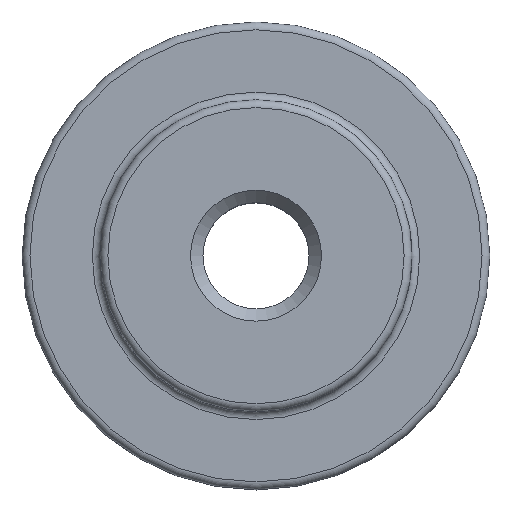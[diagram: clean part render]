
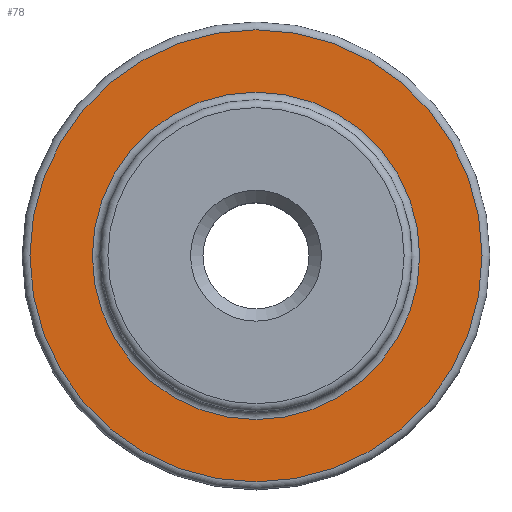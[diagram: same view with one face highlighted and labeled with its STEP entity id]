
A CAD part, top view. The second image highlights one B-rep face of the part: STEP entity #78.
In plain terms, the highlighted planar face has unit normal (0, 0, 1).
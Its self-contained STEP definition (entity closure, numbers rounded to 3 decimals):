
#78 = ADVANCED_FACE( '', ( #104, #105 ), #106, .T. );
#104 = FACE_BOUND( '', #157, .T. );
#105 = FACE_OUTER_BOUND( '', #158, .T. );
#106 = PLANE( '', #159 );
#157 = EDGE_LOOP( '', ( #251 ) );
#158 = EDGE_LOOP( '', ( #252 ) );
#159 = AXIS2_PLACEMENT_3D( '', #253, #254, #255 );
#251 = ORIENTED_EDGE( '', *, *, #326, .T. );
#252 = ORIENTED_EDGE( '', *, *, #327, .T. );
#253 = CARTESIAN_POINT( '', ( 10., 0., 11. ) );
#254 = DIRECTION( '', ( 0., 0., 1. ) );
#255 = DIRECTION( '', ( 1., 0., 0. ) );
#326 = EDGE_CURVE( '', #352, #352, #353, .F. );
#327 = EDGE_CURVE( '', #354, #354, #355, .T. );
#352 = VERTEX_POINT( '', #476 );
#353 = CIRCLE( '', #477, 10.5 );
#354 = VERTEX_POINT( '', #478 );
#355 = CIRCLE( '', #479, 14.5 );
#476 = CARTESIAN_POINT( '', ( 10.5, 0., 11. ) );
#477 = AXIS2_PLACEMENT_3D( '', #541, #542, #543 );
#478 = CARTESIAN_POINT( '', ( 14.5, 0., 11. ) );
#479 = AXIS2_PLACEMENT_3D( '', #544, #545, #546 );
#541 = CARTESIAN_POINT( '', ( 0., 0., 11. ) );
#542 = DIRECTION( '', ( 0., 0., 1. ) );
#543 = DIRECTION( '', ( 1., 0., 0. ) );
#544 = CARTESIAN_POINT( '', ( 0., 0., 11. ) );
#545 = DIRECTION( '', ( 0., 0., 1. ) );
#546 = DIRECTION( '', ( 1., 0., 0. ) );
